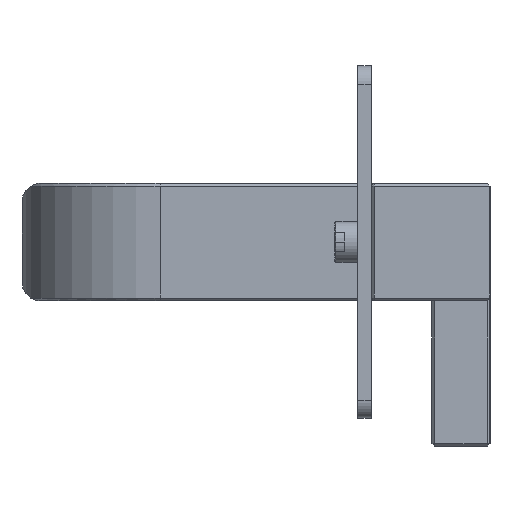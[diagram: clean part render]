
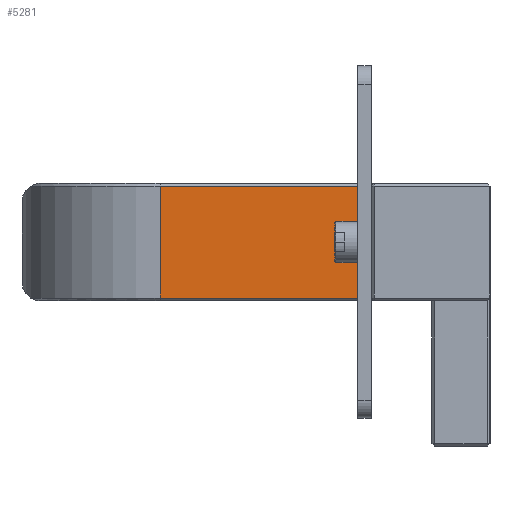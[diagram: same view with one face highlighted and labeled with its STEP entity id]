
A CAD part, left-side view. The second image highlights one B-rep face of the part: STEP entity #5281.
In plain terms, the highlighted planar face has unit normal (-1, 0, 0).
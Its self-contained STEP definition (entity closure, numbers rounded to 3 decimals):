
#49 = DIRECTION ( 'NONE',  ( 0., 0., -1. ) ) ;
#99 = EDGE_CURVE ( 'NONE', #2175, #1196, #3006, .T. ) ;
#885 = CARTESIAN_POINT ( 'NONE',  ( 132.062, 207.668, 275.388 ) ) ;
#898 = CARTESIAN_POINT ( 'NONE',  ( 132.062, 245.598, 287.838 ) ) ;
#1003 = DIRECTION ( 'NONE',  ( 0., 1., 0. ) ) ;
#1086 = VERTEX_POINT ( 'NONE', #1129 ) ;
#1104 = VECTOR ( 'NONE', #49, 1000. ) ;
#1129 = CARTESIAN_POINT ( 'NONE',  ( 132.062, 207.668, 287.538 ) ) ;
#1196 = VERTEX_POINT ( 'NONE', #885 ) ;
#1241 = VERTEX_POINT ( 'NONE', #3347 ) ;
#1420 = DIRECTION ( 'NONE',  ( 0., -1., 0. ) ) ;
#1535 = LINE ( 'NONE', #5020, #1104 ) ;
#1601 = VECTOR ( 'NONE', #5123, 1000. ) ;
#1860 = DIRECTION ( 'NONE',  ( 1., 0., 0. ) ) ;
#1947 = CARTESIAN_POINT ( 'NONE',  ( 132.062, 230.598, 287.538 ) ) ;
#2175 = VERTEX_POINT ( 'NONE', #2196 ) ;
#2196 = CARTESIAN_POINT ( 'NONE',  ( 132.062, 230.598, 275.388 ) ) ;
#2393 = ORIENTED_EDGE ( 'NONE', *, *, #3014, .T. ) ;
#2435 = CARTESIAN_POINT ( 'NONE',  ( 132.062, 245.598, 275.388 ) ) ;
#2761 = VECTOR ( 'NONE', #1003, 1000. ) ;
#3006 = LINE ( 'NONE', #2435, #6351 ) ;
#3014 = EDGE_CURVE ( 'NONE', #1241, #2175, #4649, .T. ) ;
#3089 = CARTESIAN_POINT ( 'NONE',  ( 132.062, 230.598, 287.838 ) ) ;
#3347 = CARTESIAN_POINT ( 'NONE',  ( 132.062, 230.598, 287.538 ) ) ;
#3536 = EDGE_LOOP ( 'NONE', ( #2393, #5245, #5646, #4360 ) ) ;
#3667 = EDGE_CURVE ( 'NONE', #1086, #1196, #1535, .T. ) ;
#3811 = DIRECTION ( 'NONE',  ( 0., 1., 0. ) ) ;
#4322 = PLANE ( 'NONE',  #4373 ) ;
#4360 = ORIENTED_EDGE ( 'NONE', *, *, #5996, .T. ) ;
#4373 = AXIS2_PLACEMENT_3D ( 'NONE', #898, #1860, #3811 ) ;
#4649 = LINE ( 'NONE', #3089, #1601 ) ;
#5020 = CARTESIAN_POINT ( 'NONE',  ( 132.062, 207.668, 287.838 ) ) ;
#5123 = DIRECTION ( 'NONE',  ( 0., 0., -1. ) ) ;
#5245 = ORIENTED_EDGE ( 'NONE', *, *, #99, .T. ) ;
#5281 = ADVANCED_FACE ( 'NONE', ( #5991 ), #4322, .F. ) ;
#5646 = ORIENTED_EDGE ( 'NONE', *, *, #3667, .F. ) ;
#5991 = FACE_OUTER_BOUND ( 'NONE', #3536, .T. ) ;
#5996 = EDGE_CURVE ( 'NONE', #1086, #1241, #6020, .T. ) ;
#6020 = LINE ( 'NONE', #1947, #2761 ) ;
#6351 = VECTOR ( 'NONE', #1420, 1000. ) ;
